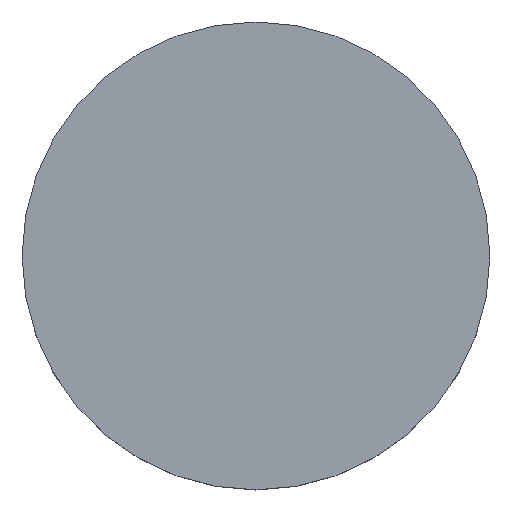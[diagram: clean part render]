
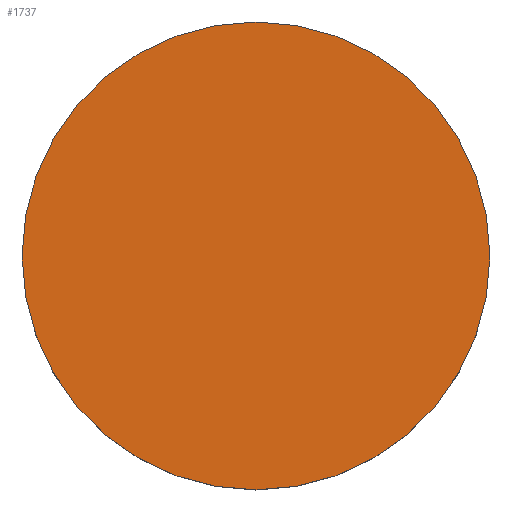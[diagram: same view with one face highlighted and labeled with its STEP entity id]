
A CAD part, top view. The second image highlights one B-rep face of the part: STEP entity #1737.
In plain terms, the highlighted planar face has unit normal (0, 0, 1).
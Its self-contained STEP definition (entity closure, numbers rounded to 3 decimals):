
#25=PLANE('',#1858);
#122=FACE_OUTER_BOUND('',#222,.T.);
#222=EDGE_LOOP('',(#1550));
#238=CIRCLE('',#1857,12.5);
#754=VERTEX_POINT('',#11798);
#1019=EDGE_CURVE('',#754,#754,#238,.T.);
#1550=ORIENTED_EDGE('',*,*,#1019,.T.);
#1737=ADVANCED_FACE('',(#122),#25,.T.);
#1857=AXIS2_PLACEMENT_3D('',#11799,#2153,#2154);
#1858=AXIS2_PLACEMENT_3D('',#11801,#2156,#2157);
#2153=DIRECTION('center_axis',(0.,0.,1.));
#2154=DIRECTION('ref_axis',(-1.,0.,0.));
#2156=DIRECTION('center_axis',(0.,0.,1.));
#2157=DIRECTION('ref_axis',(-1.,0.,0.));
#11798=CARTESIAN_POINT('',(12.5,0.,33.5));
#11799=CARTESIAN_POINT('Origin',(0.,0.,33.5));
#11801=CARTESIAN_POINT('Origin',(0.,0.,33.5));
